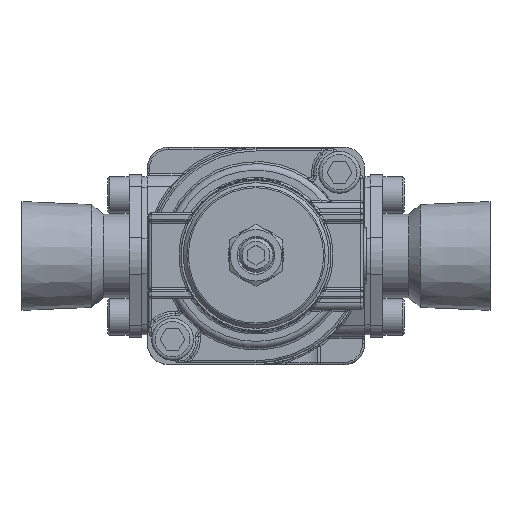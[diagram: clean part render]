
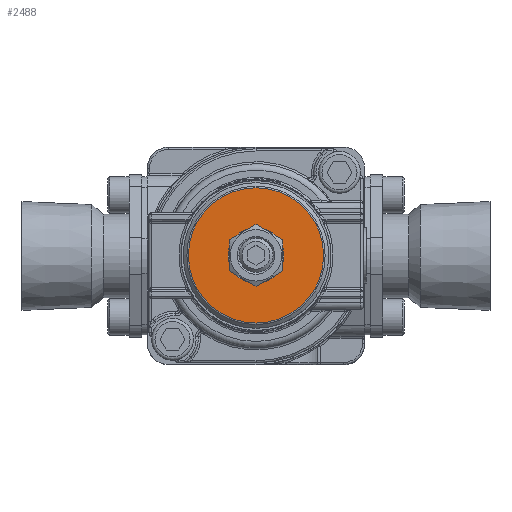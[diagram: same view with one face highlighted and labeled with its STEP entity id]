
A CAD part, top view. The second image highlights one B-rep face of the part: STEP entity #2488.
In plain terms, the highlighted planar face has unit normal (0, 0, 1).
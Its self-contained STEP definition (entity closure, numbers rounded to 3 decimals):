
#2488 = ADVANCED_FACE( '', ( #5888, #5889 ), #5890, .T. );
#5888 = FACE_OUTER_BOUND( '', #12737, .T. );
#5889 = FACE_BOUND( '', #12738, .T. );
#5890 = PLANE( '', #12739 );
#12737 = EDGE_LOOP( '', ( #23957 ) );
#12738 = EDGE_LOOP( '', ( #23958, #23959, #23960, #23961 ) );
#12739 = AXIS2_PLACEMENT_3D( '', #23962, #23963, #23964 );
#23957 = ORIENTED_EDGE( '', *, *, #31150, .T. );
#23958 = ORIENTED_EDGE( '', *, *, #33190, .F. );
#23959 = ORIENTED_EDGE( '', *, *, #33191, .T. );
#23960 = ORIENTED_EDGE( '', *, *, #33192, .F. );
#23961 = ORIENTED_EDGE( '', *, *, #33193, .F. );
#23962 = CARTESIAN_POINT( '', ( 17.5, 0., 70.95 ) );
#23963 = DIRECTION( '', ( 0., 0., 1. ) );
#23964 = DIRECTION( '', ( 1., 0., 0. ) );
#31150 = EDGE_CURVE( 'NONE', #35580, #35580, #35581, .T. );
#33190 = EDGE_CURVE( '', #38792, #38793, #38794, .T. );
#33191 = EDGE_CURVE( '', #38792, #38795, #38796, .T. );
#33192 = EDGE_CURVE( '', #38797, #38795, #38798, .T. );
#33193 = EDGE_CURVE( 'NONE', #38793, #38797, #38799, .T. );
#35580 = VERTEX_POINT( '', #42387 );
#35581 = CIRCLE( '', #42388, 15.793 );
#38792 = VERTEX_POINT( '', #50057 );
#38793 = VERTEX_POINT( '', #50058 );
#38794 = LINE( '', #50059, #50060 );
#38795 = VERTEX_POINT( '', #50061 );
#38796 = CIRCLE( '', #50062, 6.5 );
#38797 = VERTEX_POINT( '', #50063 );
#38798 = LINE( '', #50064, #50065 );
#38799 = CIRCLE( '', #50066, 5. );
#42387 = CARTESIAN_POINT( '', ( 0., -15.793, 70.95 ) );
#42388 = AXIS2_PLACEMENT_3D( '', #55826, #55827, #55828 );
#50057 = CARTESIAN_POINT( '', ( 0.75, 6.457, 70.95 ) );
#50058 = CARTESIAN_POINT( '', ( 0.75, 4.943, 70.95 ) );
#50059 = CARTESIAN_POINT( '', ( 0.75, 0., 70.95 ) );
#50060 = VECTOR( '', #58332, 1000. );
#50061 = CARTESIAN_POINT( '', ( -0.75, 6.457, 70.95 ) );
#50062 = AXIS2_PLACEMENT_3D( '', #58333, #58334, #58335 );
#50063 = CARTESIAN_POINT( '', ( -0.75, 4.943, 70.95 ) );
#50064 = CARTESIAN_POINT( '', ( -0.75, 0., 70.95 ) );
#50065 = VECTOR( '', #58336, 1000. );
#50066 = AXIS2_PLACEMENT_3D( '', #58337, #58338, #58339 );
#55826 = CARTESIAN_POINT( '', ( 0., 0., 70.95 ) );
#55827 = DIRECTION( '', ( 0., 0., 1. ) );
#55828 = DIRECTION( '', ( 0., -1., 0. ) );
#58332 = DIRECTION( '', ( 0., -1., 0. ) );
#58333 = CARTESIAN_POINT( '', ( 0., 0., 70.95 ) );
#58334 = DIRECTION( '', ( 0., 0., -1. ) );
#58335 = DIRECTION( '', ( 0., 1., 0. ) );
#58336 = DIRECTION( '', ( 0., 1., 0. ) );
#58337 = CARTESIAN_POINT( '', ( 0., 0., 70.95 ) );
#58338 = DIRECTION( '', ( 0., 0., 1. ) );
#58339 = DIRECTION( '', ( 0., -1., 0. ) );
